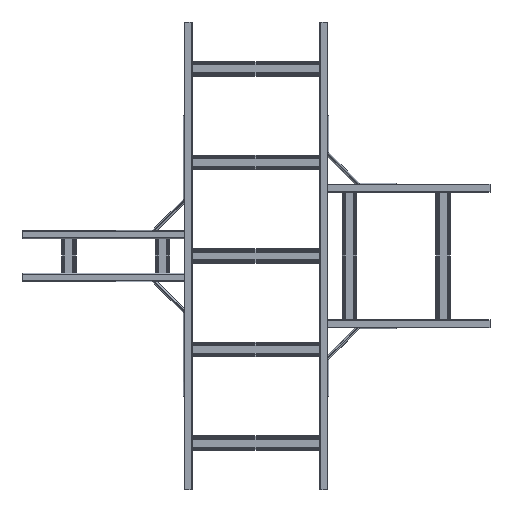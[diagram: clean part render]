
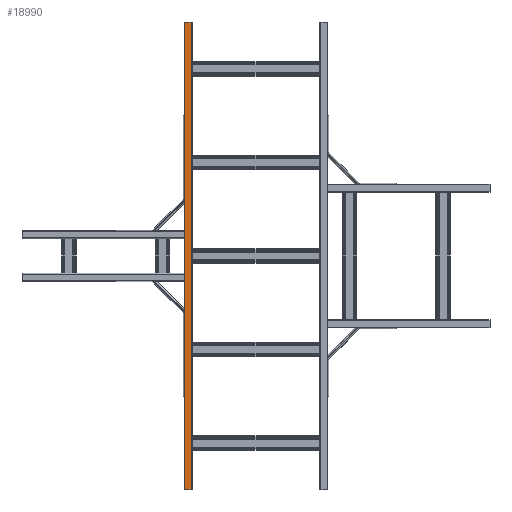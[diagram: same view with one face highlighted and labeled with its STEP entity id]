
A CAD part, front view. The second image highlights one B-rep face of the part: STEP entity #18990.
In plain terms, the highlighted face is planar.
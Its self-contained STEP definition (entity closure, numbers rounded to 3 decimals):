
#382 = VECTOR ( 'NONE', #14203, 1000. ) ;
#588 = DIRECTION ( 'NONE',  ( 0., 0., -1. ) ) ;
#1079 = CARTESIAN_POINT ( 'NONE',  ( 15.5, 1000., -1. ) ) ;
#1853 = AXIS2_PLACEMENT_3D ( 'NONE', #20197, #4290, #23766 ) ;
#1937 = ORIENTED_EDGE ( 'NONE', *, *, #22591, .F. ) ;
#2472 = CARTESIAN_POINT ( 'NONE',  ( 15.5, 1000., -1. ) ) ;
#2508 = CARTESIAN_POINT ( 'NONE',  ( 15.5, 0., -1. ) ) ;
#2616 = PLANE ( 'NONE',  #1853 ) ;
#3181 = EDGE_CURVE ( 'NONE', #19083, #18357, #20223, .T. ) ;
#4082 = CARTESIAN_POINT ( 'NONE',  ( 15.5, 1000., -15. ) ) ;
#4290 = DIRECTION ( 'NONE',  ( -1., 0., 0. ) ) ;
#4911 = EDGE_CURVE ( 'NONE', #17430, #19083, #13036, .T. ) ;
#5052 = VECTOR ( 'NONE', #13163, 1000. ) ;
#5417 = VECTOR ( 'NONE', #11863, 1000. ) ;
#6543 = EDGE_LOOP ( 'NONE', ( #8620, #21824, #1937, #8402 ) ) ;
#6561 = FACE_OUTER_BOUND ( 'NONE', #6543, .T. ) ;
#8402 = ORIENTED_EDGE ( 'NONE', *, *, #4911, .T. ) ;
#8620 = ORIENTED_EDGE ( 'NONE', *, *, #3181, .T. ) ;
#10063 = VERTEX_POINT ( 'NONE', #11312 ) ;
#11091 = VECTOR ( 'NONE', #588, 1000. ) ;
#11107 = CARTESIAN_POINT ( 'NONE',  ( 15.5, 0., -15. ) ) ;
#11312 = CARTESIAN_POINT ( 'NONE',  ( 15.5, 1000., -15. ) ) ;
#11863 = DIRECTION ( 'NONE',  ( 0., -1., 0. ) ) ;
#13036 = LINE ( 'NONE', #20803, #5052 ) ;
#13163 = DIRECTION ( 'NONE',  ( 0., -1., 0. ) ) ;
#14203 = DIRECTION ( 'NONE',  ( 0., 0., -1. ) ) ;
#16157 = EDGE_CURVE ( 'NONE', #10063, #18357, #21529, .T. ) ;
#17430 = VERTEX_POINT ( 'NONE', #1079 ) ;
#18357 = VERTEX_POINT ( 'NONE', #11107 ) ;
#18990 = ADVANCED_FACE ( 'NONE', ( #6561 ), #2616, .F. ) ;
#19083 = VERTEX_POINT ( 'NONE', #22328 ) ;
#20192 = LINE ( 'NONE', #2472, #382 ) ;
#20197 = CARTESIAN_POINT ( 'NONE',  ( 15.5, 1000., -1. ) ) ;
#20223 = LINE ( 'NONE', #2508, #11091 ) ;
#20803 = CARTESIAN_POINT ( 'NONE',  ( 15.5, 1000., -1. ) ) ;
#21529 = LINE ( 'NONE', #4082, #5417 ) ;
#21824 = ORIENTED_EDGE ( 'NONE', *, *, #16157, .F. ) ;
#22328 = CARTESIAN_POINT ( 'NONE',  ( 15.5, 0., -1. ) ) ;
#22591 = EDGE_CURVE ( 'NONE', #17430, #10063, #20192, .T. ) ;
#23766 = DIRECTION ( 'NONE',  ( 0., 0., 1. ) ) ;
